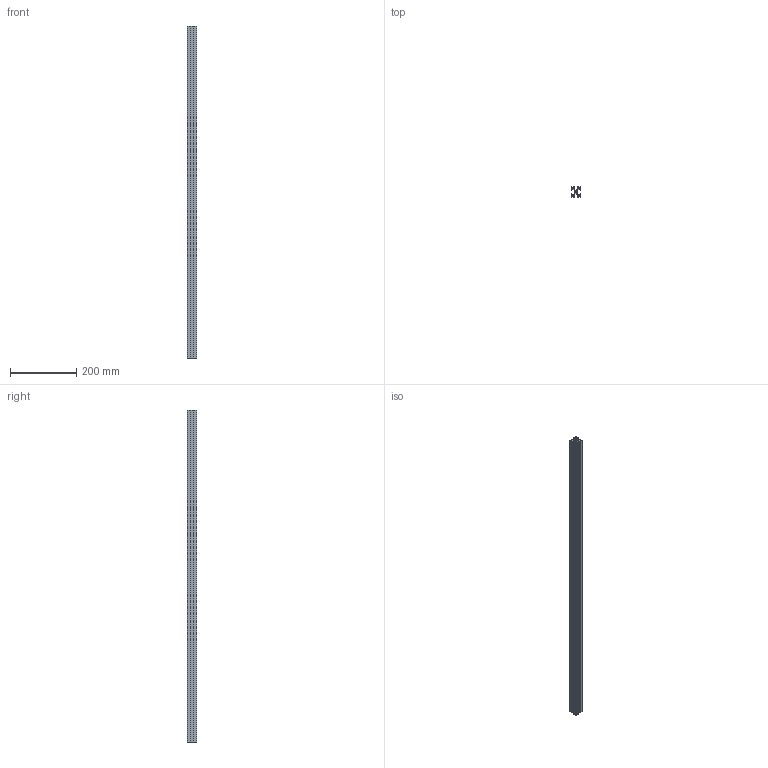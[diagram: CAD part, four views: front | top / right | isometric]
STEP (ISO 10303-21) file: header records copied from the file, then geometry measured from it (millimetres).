
FILE_DESCRIPTION(('STEP AP214'), '1');
FILE_NAME('3030', '2022-12-21T06:35:30', ('ﾀ蓆竟頌瑣ⅱ'), (''), 'ASCON STEP Converter 1.6', 'ASCON Math Kernel', '');
FILE_SCHEMA(('AUTOMOTIVE_DESIGN { 1 0 10303 214 3 1 1}'));
Length unit declared in the file: millimetre
Bounding box: 30 x 30 x 1000 mm (x, y, z)
Volume: 323322.7 mm3; surface area: 307644.3 mm2
Topology: 1 solids, 1 shells, 147 faces, 435 edges, 290 vertices
Faces by surface type: plane 78, cylinder 69
Full cylindrical faces by diameter (mm): 6.5 x1
Entity records: 6182 total; most frequent: CARTESIAN_POINT 872, DIRECTION 868, ORIENTED_EDGE 868, EDGE_CURVE 434, LINE 296, VECTOR 296, VERTEX_POINT 290, AXIS2_PLACEMENT_3D 286
